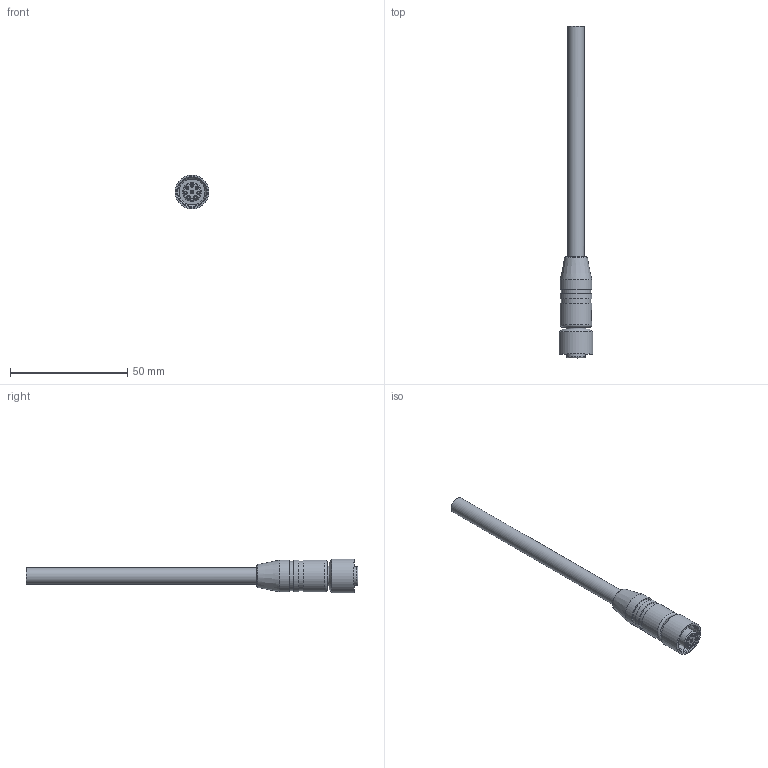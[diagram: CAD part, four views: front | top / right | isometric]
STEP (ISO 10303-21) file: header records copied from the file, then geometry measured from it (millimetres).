
FILE_DESCRIPTION( ( 'Unknown' ), '1' );
FILE_NAME( 'RKTS 8-394_xxM.stp', 'Unknown', ( 'Unknown' ), ( 'Unknown' ), 'PSStep 17.0.49', 'Unknown', ' ' );
FILE_SCHEMA( ( 'AUTOMOTIVE_DESIGN { 1 0 10303 214 1 1 1 1 }' ) );
Length unit declared in the file: millimetre
Products named in the file (1): STL 299
Bounding box: 14.5 x 141.59 x 14.5 mm (x, y, z)
Volume: 9066 mm3; surface area: 4871.8 mm2
Topology: 1 solids, 1 shells, 97 faces, 215 edges, 141 vertices
Faces by surface type: plane 48, cylinder 28, cone 12, extrusion 5, torus 4
Full cylindrical faces by diameter (mm): 0.9 x8, 5 x1, 7 x1, 8.3 x1, 11.05 x1, 12.2 x1, 12.5 x2, 13.5 x3, 14.5 x1
Entity records: 3860 total; most frequent: CARTESIAN_POINT 1076, DIRECTION 416, ORIENTED_EDGE 344, EDGE_CURVE 172, AXIS2_PLACEMENT_3D 164, EDGE_LOOP 151, VERTEX_POINT 131, FACE_OUTER_BOUND 118
